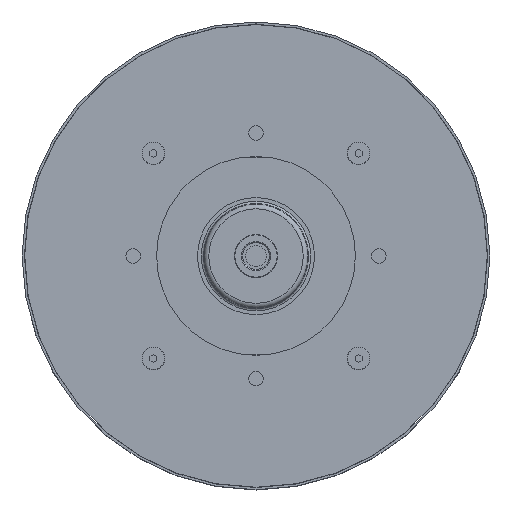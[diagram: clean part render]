
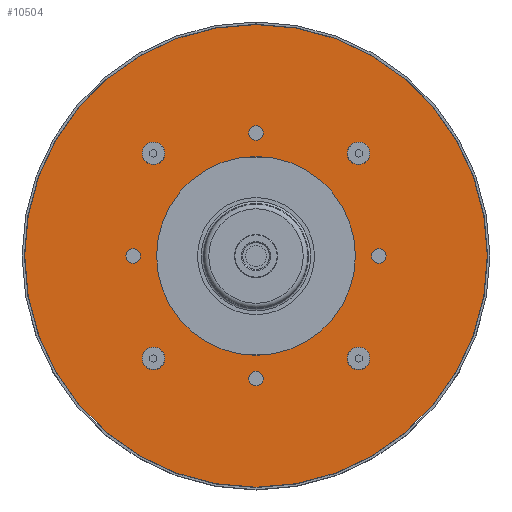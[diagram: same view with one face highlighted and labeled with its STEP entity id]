
A CAD part, top view. The second image highlights one B-rep face of the part: STEP entity #10504.
In plain terms, the highlighted planar face has unit normal (0, 0, 1).
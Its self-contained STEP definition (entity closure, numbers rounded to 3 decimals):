
#10504=ADVANCED_FACE('',(#17099,#17100,#17101,#17102,#17103,#17104,#17105,#17106,#17107,#17108),#17109,.T.);
#17099=FACE_BOUND('',#23708,.T.);
#17100=FACE_BOUND('',#23709,.T.);
#17101=FACE_BOUND('',#23710,.T.);
#17102=FACE_BOUND('',#23711,.T.);
#17103=FACE_BOUND('',#23712,.T.);
#17104=FACE_BOUND('',#23713,.T.);
#17105=FACE_BOUND('',#23714,.T.);
#17106=FACE_BOUND('',#23715,.T.);
#17107=FACE_BOUND('',#23716,.T.);
#17108=FACE_OUTER_BOUND('',#23717,.T.);
#17109=PLANE('',#23718);
#23708=EDGE_LOOP('',(#39888));
#23709=EDGE_LOOP('',(#39889));
#23710=EDGE_LOOP('',(#39890));
#23711=EDGE_LOOP('',(#39891));
#23712=EDGE_LOOP('',(#39892));
#23713=EDGE_LOOP('',(#39893));
#23714=EDGE_LOOP('',(#39894));
#23715=EDGE_LOOP('',(#39895));
#23716=EDGE_LOOP('',(#39896));
#23717=EDGE_LOOP('',(#39897));
#23718=AXIS2_PLACEMENT_3D('',#39898,#39899,#39900);
#39888=ORIENTED_EDGE('',*,*,#48213,.F.);
#39889=ORIENTED_EDGE('',*,*,#48214,.F.);
#39890=ORIENTED_EDGE('',*,*,#48215,.F.);
#39891=ORIENTED_EDGE('',*,*,#48216,.F.);
#39892=ORIENTED_EDGE('',*,*,#48217,.F.);
#39893=ORIENTED_EDGE('',*,*,#48218,.F.);
#39894=ORIENTED_EDGE('',*,*,#48219,.F.);
#39895=ORIENTED_EDGE('',*,*,#48220,.F.);
#39896=ORIENTED_EDGE('',*,*,#48221,.F.);
#39897=ORIENTED_EDGE('',*,*,#48222,.T.);
#39898=CARTESIAN_POINT('',(0.,0.,49.0));
#39899=DIRECTION('',(0.0,0.0,1.0));
#39900=DIRECTION('',(1.0,0.0,0.0));
#48213=EDGE_CURVE('',#57578,#57578,#57579,.T.);
#48214=EDGE_CURVE('',#57580,#57580,#57581,.T.);
#48215=EDGE_CURVE('',#57582,#57582,#57583,.T.);
#48216=EDGE_CURVE('',#57584,#57584,#57585,.T.);
#48217=EDGE_CURVE('',#57586,#57586,#57587,.T.);
#48218=EDGE_CURVE('',#57588,#57588,#57589,.T.);
#48219=EDGE_CURVE('',#57590,#57590,#57591,.T.);
#48220=EDGE_CURVE('',#57592,#57592,#57593,.T.);
#48221=EDGE_CURVE('',#57594,#57594,#57595,.T.);
#48222=EDGE_CURVE('',#57596,#57596,#57597,.T.);
#57578=VERTEX_POINT('',#70545);
#57579=CIRCLE('',#70546,4.429);
#57580=VERTEX_POINT('',#70547);
#57581=CIRCLE('',#70548,4.429);
#57582=VERTEX_POINT('',#70549);
#57583=CIRCLE('',#70550,4.429);
#57584=VERTEX_POINT('',#70551);
#57585=CIRCLE('',#70552,4.429);
#57586=VERTEX_POINT('',#70553);
#57587=CIRCLE('',#70554,3.1);
#57588=VERTEX_POINT('',#70555);
#57589=CIRCLE('',#70556,3.1);
#57590=VERTEX_POINT('',#70557);
#57591=CIRCLE('',#70558,3.1);
#57592=VERTEX_POINT('',#70559);
#57593=CIRCLE('',#70560,3.1);
#57594=VERTEX_POINT('',#70561);
#57595=CIRCLE('',#70562,42.5);
#57596=VERTEX_POINT('',#70563);
#57597=CIRCLE('',#70564,98.9);
#70545=CARTESIAN_POINT('',(-39.411,-43.841,49.0));
#70546=AXIS2_PLACEMENT_3D('',#78581,#78582,#78583);
#70547=CARTESIAN_POINT('',(48.27,-43.841,49.0));
#70548=AXIS2_PLACEMENT_3D('',#78584,#78585,#78586);
#70549=CARTESIAN_POINT('',(48.27,43.841,49.0));
#70550=AXIS2_PLACEMENT_3D('',#78587,#78588,#78589);
#70551=CARTESIAN_POINT('',(-39.411,43.841,49.0));
#70552=AXIS2_PLACEMENT_3D('',#78590,#78591,#78592);
#70553=CARTESIAN_POINT('',(3.1,52.5,49.0));
#70554=AXIS2_PLACEMENT_3D('',#78593,#78594,#78595);
#70555=CARTESIAN_POINT('',(55.6,0.,49.0));
#70556=AXIS2_PLACEMENT_3D('',#78596,#78597,#78598);
#70557=CARTESIAN_POINT('',(3.1,-52.5,49.0));
#70558=AXIS2_PLACEMENT_3D('',#78599,#78600,#78601);
#70559=CARTESIAN_POINT('',(-49.4,0.0,49.0));
#70560=AXIS2_PLACEMENT_3D('',#78602,#78603,#78604);
#70561=CARTESIAN_POINT('',(42.5,0.,49.0));
#70562=AXIS2_PLACEMENT_3D('',#78605,#78606,#78607);
#70563=CARTESIAN_POINT('',(98.9,0.,49.0));
#70564=AXIS2_PLACEMENT_3D('',#78608,#78609,#78610);
#78581=CARTESIAN_POINT('',(-43.841,-43.841,49.0));
#78582=DIRECTION('',(0.0,0.0,1.0));
#78583=DIRECTION('',(1.0,0.0,0.0));
#78584=CARTESIAN_POINT('',(43.841,-43.841,49.0));
#78585=DIRECTION('',(0.0,0.0,1.0));
#78586=DIRECTION('',(1.0,0.0,0.0));
#78587=CARTESIAN_POINT('',(43.841,43.841,49.0));
#78588=DIRECTION('',(0.0,0.0,1.0));
#78589=DIRECTION('',(1.0,0.0,0.0));
#78590=CARTESIAN_POINT('',(-43.841,43.841,49.0));
#78591=DIRECTION('',(0.0,0.0,1.0));
#78592=DIRECTION('',(1.0,0.0,0.0));
#78593=CARTESIAN_POINT('',(0.,52.5,49.0));
#78594=DIRECTION('',(0.0,0.0,1.0));
#78595=DIRECTION('',(1.0,0.0,0.0));
#78596=CARTESIAN_POINT('',(52.5,0.,49.0));
#78597=DIRECTION('',(0.0,0.0,1.0));
#78598=DIRECTION('',(1.0,0.0,0.0));
#78599=CARTESIAN_POINT('',(0.,-52.5,49.0));
#78600=DIRECTION('',(0.0,0.0,1.0));
#78601=DIRECTION('',(1.0,0.0,0.0));
#78602=CARTESIAN_POINT('',(-52.5,0.0,49.0));
#78603=DIRECTION('',(0.0,0.0,1.0));
#78604=DIRECTION('',(1.0,0.0,0.0));
#78605=CARTESIAN_POINT('',(0.,0.,49.0));
#78606=DIRECTION('',(0.0,0.0,1.0));
#78607=DIRECTION('',(1.0,0.0,0.0));
#78608=CARTESIAN_POINT('',(0.,0.,49.0));
#78609=DIRECTION('',(0.0,0.0,1.0));
#78610=DIRECTION('',(1.0,0.0,0.0));
